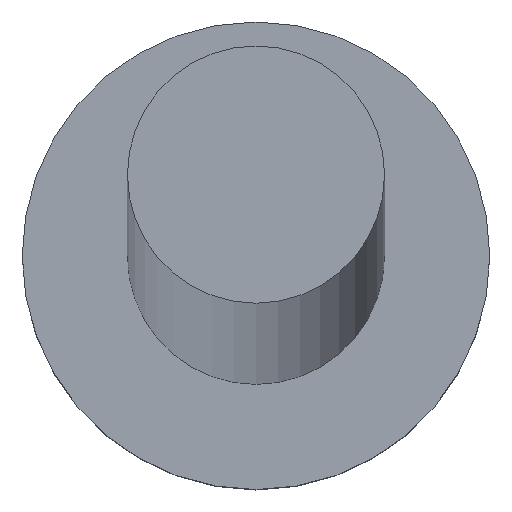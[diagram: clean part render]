
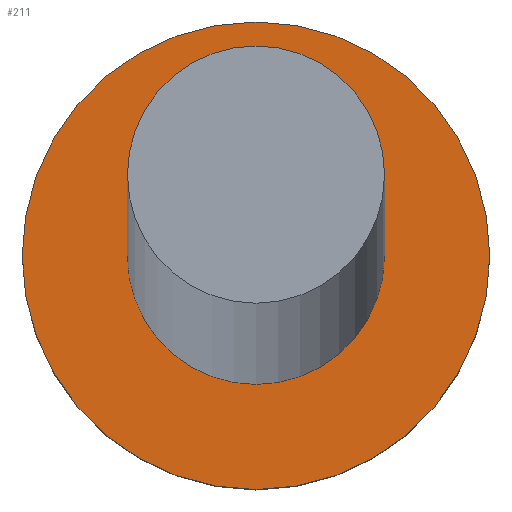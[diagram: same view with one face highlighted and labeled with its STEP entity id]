
A CAD part, top view. The second image highlights one B-rep face of the part: STEP entity #211.
In plain terms, the highlighted planar face has unit normal (0, 0, 1).
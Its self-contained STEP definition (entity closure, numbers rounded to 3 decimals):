
#5 = VERTEX_POINT ( 'NONE', #255 ) ;
#7 = ORIENTED_EDGE ( 'NONE', *, *, #248, .F. ) ;
#12 = DIRECTION ( 'NONE',  ( 1., 0., 0. ) ) ;
#16 = CIRCLE ( 'NONE', #43, 5. ) ;
#18 = DIRECTION ( 'NONE',  ( 0., 0., 1. ) ) ;
#24 = CARTESIAN_POINT ( 'NONE',  ( 0., 0., 5. ) ) ;
#40 = ORIENTED_EDGE ( 'NONE', *, *, #62, .T. ) ;
#41 = DIRECTION ( 'NONE',  ( 1., 0., 0. ) ) ;
#43 = AXIS2_PLACEMENT_3D ( 'NONE', #24, #102, #84 ) ;
#44 = EDGE_CURVE ( 'NONE', #80, #5, #143, .T. ) ;
#45 = FACE_BOUND ( 'NONE', #196, .T. ) ;
#56 = AXIS2_PLACEMENT_3D ( 'NONE', #59, #18, #117 ) ;
#59 = CARTESIAN_POINT ( 'NONE',  ( 0., 0., 5. ) ) ;
#62 = EDGE_CURVE ( 'NONE', #246, #101, #164, .T. ) ;
#64 = AXIS2_PLACEMENT_3D ( 'NONE', #165, #70, #210 ) ;
#70 = DIRECTION ( 'NONE',  ( 0., 0., 1. ) ) ;
#76 = CARTESIAN_POINT ( 'NONE',  ( -5., 0., 5. ) ) ;
#80 = VERTEX_POINT ( 'NONE', #157 ) ;
#84 = DIRECTION ( 'NONE',  ( 1., 0., 0. ) ) ;
#88 = ORIENTED_EDGE ( 'NONE', *, *, #44, .F. ) ;
#95 = AXIS2_PLACEMENT_3D ( 'NONE', #244, #247, #12 ) ;
#101 = VERTEX_POINT ( 'NONE', #76 ) ;
#102 = DIRECTION ( 'NONE',  ( 0., 0., 1. ) ) ;
#117 = DIRECTION ( 'NONE',  ( 1., 0., 0. ) ) ;
#137 = CARTESIAN_POINT ( 'NONE',  ( 0., 0., 5. ) ) ;
#141 = PLANE ( 'NONE',  #64 ) ;
#143 = CIRCLE ( 'NONE', #214, 2.75 ) ;
#157 = CARTESIAN_POINT ( 'NONE',  ( -2.75, 0., 5. ) ) ;
#164 = CIRCLE ( 'NONE', #56, 5. ) ;
#165 = CARTESIAN_POINT ( 'NONE',  ( 0., 0., 5. ) ) ;
#168 = ORIENTED_EDGE ( 'NONE', *, *, #202, .T. ) ;
#176 = EDGE_LOOP ( 'NONE', ( #168, #40 ) ) ;
#196 = EDGE_LOOP ( 'NONE', ( #88, #7 ) ) ;
#202 = EDGE_CURVE ( 'NONE', #101, #246, #16, .T. ) ;
#205 = CIRCLE ( 'NONE', #95, 2.75 ) ;
#210 = DIRECTION ( 'NONE',  ( 1., 0., 0. ) ) ;
#211 = ADVANCED_FACE ( 'NONE', ( #45, #240 ), #141, .T. ) ;
#214 = AXIS2_PLACEMENT_3D ( 'NONE', #137, #218, #41 ) ;
#218 = DIRECTION ( 'NONE',  ( 0., 0., 1. ) ) ;
#226 = CARTESIAN_POINT ( 'NONE',  ( 5., 0., 5. ) ) ;
#240 = FACE_OUTER_BOUND ( 'NONE', #176, .T. ) ;
#244 = CARTESIAN_POINT ( 'NONE',  ( 0., 0., 5. ) ) ;
#246 = VERTEX_POINT ( 'NONE', #226 ) ;
#247 = DIRECTION ( 'NONE',  ( 0., 0., 1. ) ) ;
#248 = EDGE_CURVE ( 'NONE', #5, #80, #205, .T. ) ;
#255 = CARTESIAN_POINT ( 'NONE',  ( 2.75, 0., 5. ) ) ;
